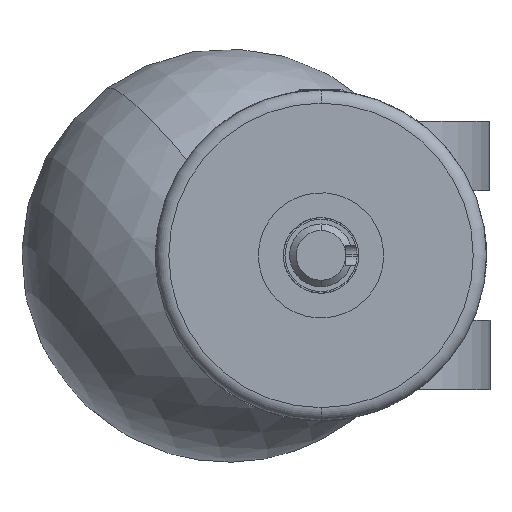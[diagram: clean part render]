
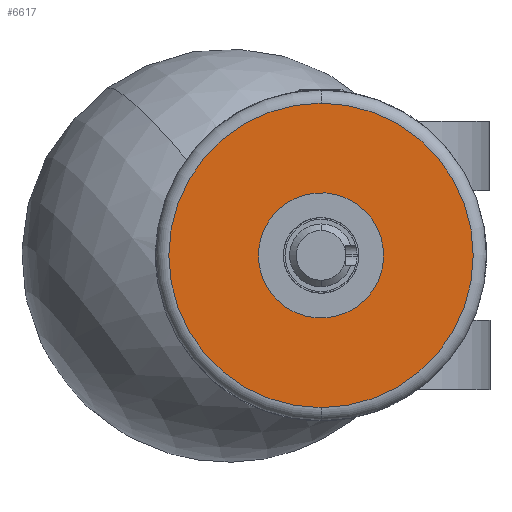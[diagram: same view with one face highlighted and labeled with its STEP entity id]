
A CAD part, left-side view. The second image highlights one B-rep face of the part: STEP entity #6617.
In plain terms, the highlighted planar face has unit normal (-1, 0, 0).
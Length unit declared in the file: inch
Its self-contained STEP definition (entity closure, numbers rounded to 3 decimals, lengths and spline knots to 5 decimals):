
#134 = DIRECTION ( 'NONE',  ( -1., 0., 0. ) ) ;
#473 = ORIENTED_EDGE ( 'NONE', *, *, #5326, .F. ) ;
#1131 = DIRECTION ( 'NONE',  ( 0., 0., 1. ) ) ;
#1988 = EDGE_LOOP ( 'NONE', ( #7365, #473 ) ) ;
#3300 = EDGE_CURVE ( 'NONE', #3335, #5533, #7935, .T. ) ;
#3335 = VERTEX_POINT ( 'NONE', #11311 ) ;
#3538 = FACE_BOUND ( 'NONE', #1988, .T. ) ;
#3847 = ORIENTED_EDGE ( 'NONE', *, *, #3300, .T. ) ;
#4432 = FACE_OUTER_BOUND ( 'NONE', #9593, .T. ) ;
#5015 = AXIS2_PLACEMENT_3D ( 'NONE', #8293, #5590, #10907 ) ;
#5036 = CIRCLE ( 'NONE', #8095, 0.46 ) ;
#5184 = AXIS2_PLACEMENT_3D ( 'NONE', #8562, #6122, #1131 ) ;
#5326 = EDGE_CURVE ( 'NONE', #6969, #11105, #9006, .T. ) ;
#5427 = DIRECTION ( 'NONE',  ( 0., 0., -1. ) ) ;
#5435 = CARTESIAN_POINT ( 'NONE',  ( -0.0245, 0., -0.46 ) ) ;
#5533 = VERTEX_POINT ( 'NONE', #5435 ) ;
#5590 = DIRECTION ( 'NONE',  ( -1., 0., 0. ) ) ;
#6122 = DIRECTION ( 'NONE',  ( -1., 0., 0. ) ) ;
#6126 = CARTESIAN_POINT ( 'NONE',  ( -0.0245, 0.5, 0. ) ) ;
#6617 = ADVANCED_FACE ( 'NONE', ( #3538, #4432 ), #11580, .F. ) ;
#6969 = VERTEX_POINT ( 'NONE', #7327 ) ;
#7271 = DIRECTION ( 'NONE',  ( 1., 0., 0. ) ) ;
#7327 = CARTESIAN_POINT ( 'NONE',  ( -0.0245, 0., -0.114 ) ) ;
#7365 = ORIENTED_EDGE ( 'NONE', *, *, #11587, .F. ) ;
#7549 = CARTESIAN_POINT ( 'NONE',  ( -0.0245, 0., 0. ) ) ;
#7586 = CARTESIAN_POINT ( 'NONE',  ( -0.0245, 0., 0. ) ) ;
#7674 = DIRECTION ( 'NONE',  ( -1., 0., 0. ) ) ;
#7935 = CIRCLE ( 'NONE', #9464, 0.46 ) ;
#8095 = AXIS2_PLACEMENT_3D ( 'NONE', #7586, #134, #11108 ) ;
#8142 = CARTESIAN_POINT ( 'NONE',  ( -0.0245, 0., 0.114 ) ) ;
#8293 = CARTESIAN_POINT ( 'NONE',  ( -0.0245, 0., 0. ) ) ;
#8562 = CARTESIAN_POINT ( 'NONE',  ( -0.0245, 0., 0. ) ) ;
#8643 = CIRCLE ( 'NONE', #5015, 0.114 ) ;
#8654 = AXIS2_PLACEMENT_3D ( 'NONE', #6126, #7271, #5427 ) ;
#8878 = EDGE_CURVE ( 'NONE', #5533, #3335, #5036, .T. ) ;
#9006 = CIRCLE ( 'NONE', #5184, 0.114 ) ;
#9458 = DIRECTION ( 'NONE',  ( 0., 0., -1. ) ) ;
#9464 = AXIS2_PLACEMENT_3D ( 'NONE', #7549, #7674, #9458 ) ;
#9593 = EDGE_LOOP ( 'NONE', ( #10915, #3847 ) ) ;
#10907 = DIRECTION ( 'NONE',  ( 0., 0., 1. ) ) ;
#10915 = ORIENTED_EDGE ( 'NONE', *, *, #8878, .T. ) ;
#11105 = VERTEX_POINT ( 'NONE', #8142 ) ;
#11108 = DIRECTION ( 'NONE',  ( 0., 0., -1. ) ) ;
#11311 = CARTESIAN_POINT ( 'NONE',  ( -0.0245, 0., 0.46 ) ) ;
#11580 = PLANE ( 'NONE',  #8654 ) ;
#11587 = EDGE_CURVE ( 'NONE', #11105, #6969, #8643, .T. ) ;
